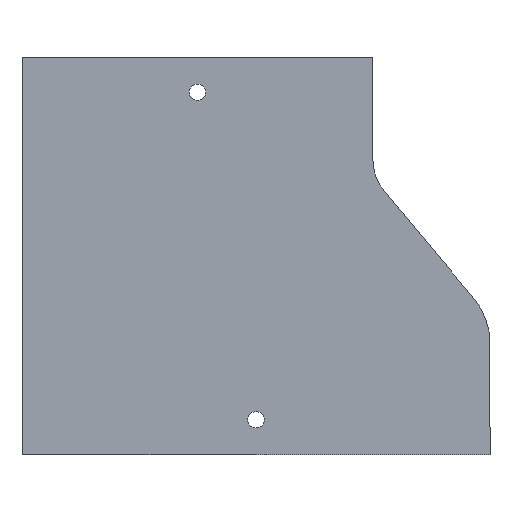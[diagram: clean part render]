
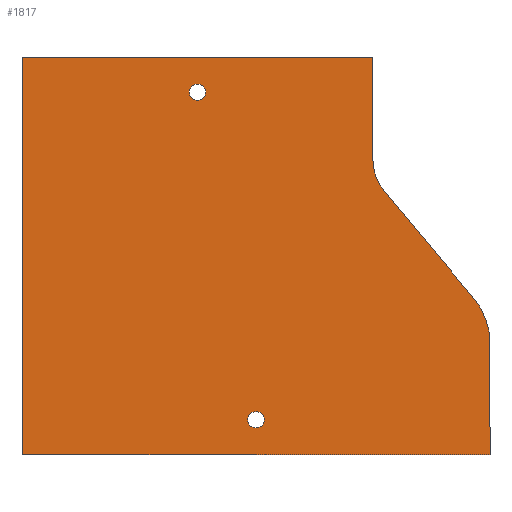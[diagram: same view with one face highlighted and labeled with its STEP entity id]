
A CAD part, front view. The second image highlights one B-rep face of the part: STEP entity #1817.
In plain terms, the highlighted planar face has unit normal (0, -1, 0).
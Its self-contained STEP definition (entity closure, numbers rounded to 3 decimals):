
#25 = VERTEX_POINT ( 'NONE', #981 ) ;
#36 = VERTEX_POINT ( 'NONE', #989 ) ;
#53 = VERTEX_POINT ( 'NONE', #974 ) ;
#61 = VERTEX_POINT ( 'NONE', #954 ) ;
#76 = VERTEX_POINT ( 'NONE', #138 ) ;
#79 = VERTEX_POINT ( 'NONE', #139 ) ;
#90 = VERTEX_POINT ( 'NONE', #238 ) ;
#98 = VERTEX_POINT ( 'NONE', #249 ) ;
#138 = CARTESIAN_POINT ( 'NONE',  ( 0., 0., 0. ) ) ;
#139 = CARTESIAN_POINT ( 'NONE',  ( 154.636, 0., -56.942 ) ) ;
#166 = CARTESIAN_POINT ( 'NONE',  ( 150., 0., 0. ) ) ;
#238 = CARTESIAN_POINT ( 'NONE',  ( 193.047, 0., -103.035 ) ) ;
#249 = CARTESIAN_POINT ( 'NONE',  ( 150., 0., -44.139 ) ) ;
#474 = LINE ( 'NONE', #166, #481 ) ;
#481 = VECTOR ( 'NONE', #1777, 1000. ) ;
#531 = LINE ( 'NONE', #1569, #534 ) ;
#534 = VECTOR ( 'NONE', #1570, 1000. ) ;
#537 = LINE ( 'NONE', #1575, #540 ) ;
#540 = VECTOR ( 'NONE', #1576, 1000. ) ;
#547 = CIRCLE ( 'NONE', #1325, 3.5 ) ;
#549 = LINE ( 'NONE', #1578, #553 ) ;
#550 = CIRCLE ( 'NONE', #1322, 30. ) ;
#551 = CIRCLE ( 'NONE', #1324, 3.5 ) ;
#552 = LINE ( 'NONE', #1599, #557 ) ;
#553 = VECTOR ( 'NONE', #1592, 1000. ) ;
#556 = CIRCLE ( 'NONE', #1321, 20. ) ;
#557 = VECTOR ( 'NONE', #1600, 1000. ) ;
#575 = LINE ( 'NONE', #1630, #578 ) ;
#578 = VECTOR ( 'NONE', #1631, 1000. ) ;
#587 = EDGE_LOOP ( 'NONE', ( #1141 ) ) ;
#695 = FACE_BOUND ( 'NONE', #1018, .T. ) ;
#697 = FACE_OUTER_BOUND ( 'NONE', #997, .T. ) ;
#701 = FACE_BOUND ( 'NONE', #587, .T. ) ;
#719 = VERTEX_POINT ( 'NONE', #895 ) ;
#720 = VERTEX_POINT ( 'NONE', #890 ) ;
#843 = DIRECTION ( 'NONE',  ( 0., 1., 0. ) ) ;
#845 = CARTESIAN_POINT ( 'NONE',  ( -170., 0., -44.139 ) ) ;
#847 = PLANE ( 'NONE',  #1756 ) ;
#849 = DIRECTION ( 'NONE',  ( 0., 0., 1. ) ) ;
#890 = CARTESIAN_POINT ( 'NONE',  ( 75., 0., -18.5 ) ) ;
#895 = CARTESIAN_POINT ( 'NONE',  ( 100., 0., -158.5 ) ) ;
#954 = CARTESIAN_POINT ( 'NONE',  ( 200., 0., -170. ) ) ;
#974 = CARTESIAN_POINT ( 'NONE',  ( 150., 0., 0. ) ) ;
#981 = CARTESIAN_POINT ( 'NONE',  ( 0., 0., -170. ) ) ;
#989 = CARTESIAN_POINT ( 'NONE',  ( 200., 0., -122.241 ) ) ;
#997 = EDGE_LOOP ( 'NONE', ( #1142, #1143, #1144, #1145, #1146, #1147, #1148, #1149 ) ) ;
#1018 = EDGE_LOOP ( 'NONE', ( #1140 ) ) ;
#1140 = ORIENTED_EDGE ( 'NONE', *, *, #1460, .F. ) ;
#1141 = ORIENTED_EDGE ( 'NONE', *, *, #1461, .F. ) ;
#1142 = ORIENTED_EDGE ( 'NONE', *, *, #1452, .F. ) ;
#1143 = ORIENTED_EDGE ( 'NONE', *, *, #1462, .F. ) ;
#1144 = ORIENTED_EDGE ( 'NONE', *, *, #1455, .F. ) ;
#1145 = ORIENTED_EDGE ( 'NONE', *, *, #1478, .T. ) ;
#1146 = ORIENTED_EDGE ( 'NONE', *, *, #1463, .T. ) ;
#1147 = ORIENTED_EDGE ( 'NONE', *, *, #1465, .T. ) ;
#1148 = ORIENTED_EDGE ( 'NONE', *, *, #1466, .T. ) ;
#1149 = ORIENTED_EDGE ( 'NONE', *, *, #1420, .T. ) ;
#1321 = AXIS2_PLACEMENT_3D ( 'NONE', #1601, #1602, #1603 ) ;
#1322 = AXIS2_PLACEMENT_3D ( 'NONE', #1596, #1597, #1598 ) ;
#1324 = AXIS2_PLACEMENT_3D ( 'NONE', #1589, #1590, #1591 ) ;
#1325 = AXIS2_PLACEMENT_3D ( 'NONE', #1586, #1587, #1588 ) ;
#1420 = EDGE_CURVE ( 'NONE', #98, #53, #474, .T. ) ;
#1452 = EDGE_CURVE ( 'NONE', #76, #53, #531, .T. ) ;
#1455 = EDGE_CURVE ( 'NONE', #61, #25, #537, .T. ) ;
#1460 = EDGE_CURVE ( 'NONE', #719, #719, #547, .T. ) ;
#1461 = EDGE_CURVE ( 'NONE', #720, #720, #551, .T. ) ;
#1462 = EDGE_CURVE ( 'NONE', #25, #76, #549, .T. ) ;
#1463 = EDGE_CURVE ( 'NONE', #36, #90, #550, .T. ) ;
#1465 = EDGE_CURVE ( 'NONE', #90, #79, #552, .T. ) ;
#1466 = EDGE_CURVE ( 'NONE', #79, #98, #556, .T. ) ;
#1478 = EDGE_CURVE ( 'NONE', #61, #36, #575, .T. ) ;
#1569 = CARTESIAN_POINT ( 'NONE',  ( -150., 0., 0. ) ) ;
#1570 = DIRECTION ( 'NONE',  ( 1., 0., 0. ) ) ;
#1575 = CARTESIAN_POINT ( 'NONE',  ( -200., 0., -170. ) ) ;
#1576 = DIRECTION ( 'NONE',  ( -1., 0., 0. ) ) ;
#1578 = CARTESIAN_POINT ( 'NONE',  ( 0., 0., 0. ) ) ;
#1586 = CARTESIAN_POINT ( 'NONE',  ( 100., 0., -155. ) ) ;
#1587 = DIRECTION ( 'NONE',  ( 0., -1., 0. ) ) ;
#1588 = DIRECTION ( 'NONE',  ( 0., 0., -1. ) ) ;
#1589 = CARTESIAN_POINT ( 'NONE',  ( 75., 0., -15. ) ) ;
#1590 = DIRECTION ( 'NONE',  ( 0., -1., 0. ) ) ;
#1591 = DIRECTION ( 'NONE',  ( 0., 0., -1. ) ) ;
#1592 = DIRECTION ( 'NONE',  ( 0., 0., 1. ) ) ;
#1596 = CARTESIAN_POINT ( 'NONE',  ( 170., 0., -122.241 ) ) ;
#1597 = DIRECTION ( 'NONE',  ( 0., -1., 0. ) ) ;
#1598 = DIRECTION ( 'NONE',  ( 0., 0., 1. ) ) ;
#1599 = CARTESIAN_POINT ( 'NONE',  ( 154.636, 0., -56.942 ) ) ;
#1600 = DIRECTION ( 'NONE',  ( -0.64, 0., 0.768 ) ) ;
#1601 = CARTESIAN_POINT ( 'NONE',  ( 170., 0., -44.139 ) ) ;
#1602 = DIRECTION ( 'NONE',  ( 0., 1., 0. ) ) ;
#1603 = DIRECTION ( 'NONE',  ( 0., 0., 1. ) ) ;
#1630 = CARTESIAN_POINT ( 'NONE',  ( 200., 0., -122.241 ) ) ;
#1631 = DIRECTION ( 'NONE',  ( 0., 0., 1. ) ) ;
#1756 = AXIS2_PLACEMENT_3D ( 'NONE', #845, #843, #849 ) ;
#1777 = DIRECTION ( 'NONE',  ( 0., 0., 1. ) ) ;
#1817 = ADVANCED_FACE ( 'NONE', ( #695, #701, #697 ), #847, .F. ) ;
